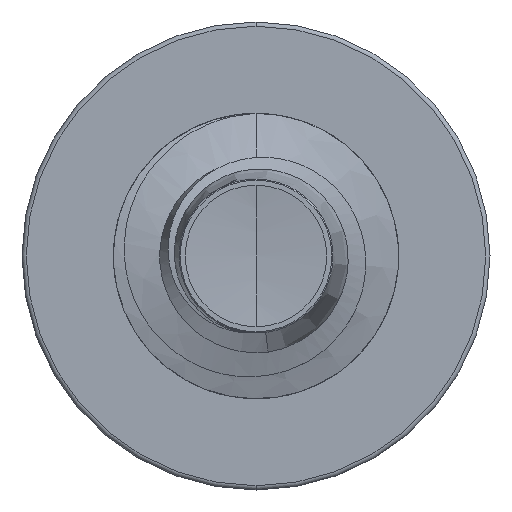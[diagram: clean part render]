
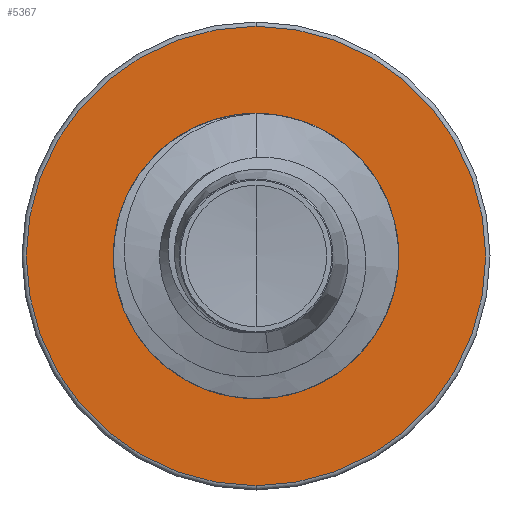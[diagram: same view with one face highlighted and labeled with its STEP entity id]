
A CAD part, front view. The second image highlights one B-rep face of the part: STEP entity #5367.
In plain terms, the highlighted planar face has unit normal (0, -1, 0).
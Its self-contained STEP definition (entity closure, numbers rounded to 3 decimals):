
#822 = DIRECTION ( 'NONE',  ( 0., 0., 1. ) ) ;
#846 = DIRECTION ( 'NONE',  ( 0., 1., 0. ) ) ;
#887 = CARTESIAN_POINT ( 'NONE',  ( 0., 12.5, 0. ) ) ;
#987 = DIRECTION ( 'NONE',  ( 0., 1., 0. ) ) ;
#1011 = CARTESIAN_POINT ( 'NONE',  ( 0., 12.5, -2.415 ) ) ;
#1088 = VERTEX_POINT ( 'NONE', #1390 ) ;
#1390 = CARTESIAN_POINT ( 'NONE',  ( 0., 12.5, 2.415 ) ) ;
#2057 = DIRECTION ( 'NONE',  ( 0., 0., 1. ) ) ;
#2098 = DIRECTION ( 'NONE',  ( 0., 1., 0. ) ) ;
#2120 = CARTESIAN_POINT ( 'NONE',  ( 0., 12.5, 0. ) ) ;
#2478 = ORIENTED_EDGE ( 'NONE', *, *, #16544, .F. ) ;
#3310 = CARTESIAN_POINT ( 'NONE',  ( 0., 12.5, 0. ) ) ;
#3427 = CARTESIAN_POINT ( 'NONE',  ( 0., 12.5, -4.025 ) ) ;
#3787 = FACE_BOUND ( 'NONE', #7987, .T. ) ;
#3972 = CIRCLE ( 'NONE', #7352, 4.025 ) ;
#4864 = CARTESIAN_POINT ( 'NONE',  ( 0., 12.5, -2.415 ) ) ;
#4865 = DIRECTION ( 'NONE',  ( 0., 0., 1. ) ) ;
#5295 = PLANE ( 'NONE',  #12263 ) ;
#5367 = ADVANCED_FACE ( 'NONE', ( #14184, #3787 ), #5295, .F. ) ;
#5392 = DIRECTION ( 'NONE',  ( 0., 0., 1. ) ) ;
#5397 = DIRECTION ( 'NONE',  ( 0., 1., 0. ) ) ;
#7352 = AXIS2_PLACEMENT_3D ( 'NONE', #3310, #12873, #4865 ) ;
#7759 = CIRCLE ( 'NONE', #10627, 2.415 ) ;
#7987 = EDGE_LOOP ( 'NONE', ( #11383, #12875 ) ) ;
#8588 = EDGE_CURVE ( 'NONE', #8896, #1088, #15615, .T. ) ;
#8896 = VERTEX_POINT ( 'NONE', #1011 ) ;
#9954 = CARTESIAN_POINT ( 'NONE',  ( 0., 12.5, 0. ) ) ;
#10467 = EDGE_CURVE ( 'NONE', #1088, #8896, #7759, .T. ) ;
#10627 = AXIS2_PLACEMENT_3D ( 'NONE', #887, #846, #822 ) ;
#10697 = EDGE_LOOP ( 'NONE', ( #2478, #11260 ) ) ;
#11240 = DIRECTION ( 'NONE',  ( 0., 0., 1. ) ) ;
#11260 = ORIENTED_EDGE ( 'NONE', *, *, #15711, .F. ) ;
#11383 = ORIENTED_EDGE ( 'NONE', *, *, #10467, .T. ) ;
#12263 = AXIS2_PLACEMENT_3D ( 'NONE', #4864, #5397, #5392 ) ;
#12392 = CARTESIAN_POINT ( 'NONE',  ( 0., 12.5, 4.025 ) ) ;
#12451 = AXIS2_PLACEMENT_3D ( 'NONE', #2120, #2098, #2057 ) ;
#12873 = DIRECTION ( 'NONE',  ( 0., 1., 0. ) ) ;
#12875 = ORIENTED_EDGE ( 'NONE', *, *, #8588, .T. ) ;
#13551 = AXIS2_PLACEMENT_3D ( 'NONE', #9954, #987, #11240 ) ;
#13765 = VERTEX_POINT ( 'NONE', #12392 ) ;
#14184 = FACE_OUTER_BOUND ( 'NONE', #10697, .T. ) ;
#14497 = VERTEX_POINT ( 'NONE', #3427 ) ;
#15445 = CIRCLE ( 'NONE', #13551, 4.025 ) ;
#15615 = CIRCLE ( 'NONE', #12451, 2.415 ) ;
#15711 = EDGE_CURVE ( 'NONE', #14497, #13765, #15445, .T. ) ;
#16544 = EDGE_CURVE ( 'NONE', #13765, #14497, #3972, .T. ) ;
